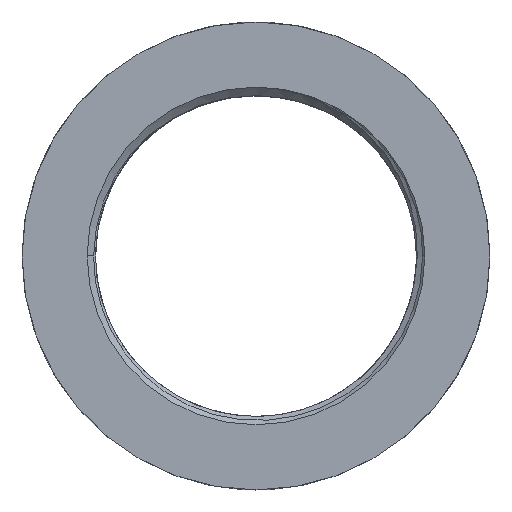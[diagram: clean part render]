
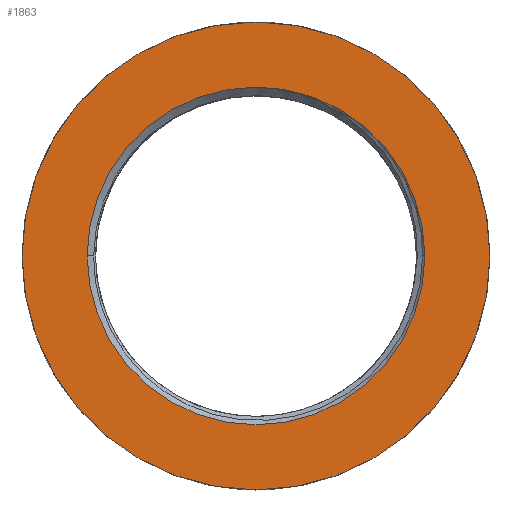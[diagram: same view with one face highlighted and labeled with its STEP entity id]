
A CAD part, top view. The second image highlights one B-rep face of the part: STEP entity #1863.
In plain terms, the highlighted planar face has unit normal (0, 0, 1).
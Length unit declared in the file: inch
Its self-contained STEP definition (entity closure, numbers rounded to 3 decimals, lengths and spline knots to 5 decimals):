
#34 = CARTESIAN_POINT ( 'NONE',  ( 0., 0., 0.5 ) ) ;
#39 = PLANE ( 'NONE',  #5524 ) ;
#44 = DIRECTION ( 'NONE',  ( 0., 0., 1. ) ) ;
#45 = DIRECTION ( 'NONE',  ( 1., 0., 0. ) ) ;
#921 = VERTEX_POINT ( 'NONE', #5004 ) ;
#1863 = ADVANCED_FACE ( 'NONE', ( #4115, #4135 ), #39, .T. ) ;
#1996 = AXIS2_PLACEMENT_3D ( 'NONE', #7813, #7814, #7815 ) ;
#2005 = AXIS2_PLACEMENT_3D ( 'NONE', #8236, #8237, #8238 ) ;
#2006 = AXIS2_PLACEMENT_3D ( 'NONE', #8281, #8282, #8283 ) ;
#2104 = ORIENTED_EDGE ( 'NONE', *, *, #3187, .T. ) ;
#2105 = ORIENTED_EDGE ( 'NONE', *, *, #5453, .T. ) ;
#2106 = ORIENTED_EDGE ( 'NONE', *, *, #3015, .T. ) ;
#2107 = ORIENTED_EDGE ( 'NONE', *, *, #5447, .T. ) ;
#2316 = EDGE_LOOP ( 'NONE', ( #2104, #2105 ) ) ;
#2317 = EDGE_LOOP ( 'NONE', ( #2106, #2107 ) ) ;
#2860 = CIRCLE ( 'NONE', #1996, 0.63125 ) ;
#2889 = CIRCLE ( 'NONE', #2005, 0.875 ) ;
#2894 = CIRCLE ( 'NONE', #2006, 0.63125 ) ;
#3015 = EDGE_CURVE ( 'NONE', #3844, #921, #4235, .T. ) ;
#3187 = EDGE_CURVE ( 'NONE', #3651, #3677, #2860, .T. ) ;
#3651 = VERTEX_POINT ( 'NONE', #8184 ) ;
#3677 = VERTEX_POINT ( 'NONE', #8208 ) ;
#3844 = VERTEX_POINT ( 'NONE', #8219 ) ;
#4115 = FACE_BOUND ( 'NONE', #2316, .T. ) ;
#4135 = FACE_OUTER_BOUND ( 'NONE', #2317, .T. ) ;
#4235 = CIRCLE ( 'NONE', #5573, 0.875 ) ;
#5004 = CARTESIAN_POINT ( 'NONE',  ( 0.875, 0., 0.5 ) ) ;
#5447 = EDGE_CURVE ( 'NONE', #921, #3844, #2889, .T. ) ;
#5453 = EDGE_CURVE ( 'NONE', #3677, #3651, #2894, .T. ) ;
#5524 = AXIS2_PLACEMENT_3D ( 'NONE', #34, #44, #45 ) ;
#5573 = AXIS2_PLACEMENT_3D ( 'NONE', #8381, #8382, #8383 ) ;
#7813 = CARTESIAN_POINT ( 'NONE',  ( 0., 0., 0.5 ) ) ;
#7814 = DIRECTION ( 'NONE',  ( 0., 0., -1. ) ) ;
#7815 = DIRECTION ( 'NONE',  ( 1., 0., 0. ) ) ;
#8184 = CARTESIAN_POINT ( 'NONE',  ( 0.63125, 0., 0.5 ) ) ;
#8208 = CARTESIAN_POINT ( 'NONE',  ( -0.63125, 0., 0.5 ) ) ;
#8219 = CARTESIAN_POINT ( 'NONE',  ( -0.875, 0., 0.5 ) ) ;
#8236 = CARTESIAN_POINT ( 'NONE',  ( 0., 0., 0.5 ) ) ;
#8237 = DIRECTION ( 'NONE',  ( 0., 0., 1. ) ) ;
#8238 = DIRECTION ( 'NONE',  ( 1., 0., 0. ) ) ;
#8281 = CARTESIAN_POINT ( 'NONE',  ( 0., 0., 0.5 ) ) ;
#8282 = DIRECTION ( 'NONE',  ( 0., 0., -1. ) ) ;
#8283 = DIRECTION ( 'NONE',  ( 1., 0., 0. ) ) ;
#8381 = CARTESIAN_POINT ( 'NONE',  ( 0., 0., 0.5 ) ) ;
#8382 = DIRECTION ( 'NONE',  ( 0., 0., 1. ) ) ;
#8383 = DIRECTION ( 'NONE',  ( 1., 0., 0. ) ) ;
